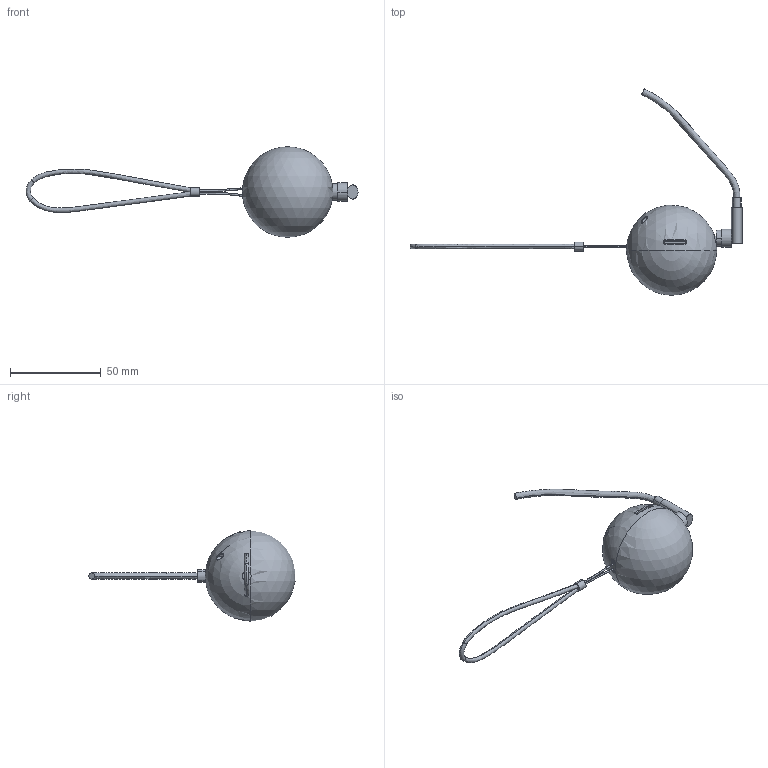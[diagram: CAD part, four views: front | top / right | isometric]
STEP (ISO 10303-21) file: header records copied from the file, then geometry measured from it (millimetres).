
FILE_DESCRIPTION((''),'2;1');
FILE_NAME('0-00_ASM','2025-04-30T09:38:54',('LilyGo'),(''),'CREO PARAMETRIC BY PTC INC, 2020053','CREO PARAMETRIC BY PTC INC, 2020053','');
FILE_SCHEMA(('CONFIG_CONTROL_DESIGN','SHAPE_APPEARANCE_LAYERS_GROUPS'));
Length unit declared in the file: millimetre
Products named in the file (13): 000; 000_ASM; PCB; SOLID-117229; PCB_ASM; 00; FPC; PRT0001; USB; 0-00_ASM
Assembly tree (12 placements, depth 3):
  0-00_ASM
    000_ASM
      000
    PCB_ASM
      PCB
      SOLID-117229
    00
    FPC
    00
    00
    PRT0001
    USB
    00
Bounding box: 183.4 x 113.95 x 50 mm (x, y, z)
Volume: 49077.7 mm3; surface area: 28885.7 mm2
Topology: 12 solids, 12 shells, 945 faces, 2465 edges, 1612 vertices
Faces by surface type: plane 652, cylinder 118, extrusion 108, bspline 53, sphere 7, torus 7
Entity records: 46354 total; most frequent: CARTESIAN_POINT 12718, ORIENTED_EDGE 4910, DIRECTION 4188, PRESENTATION_STYLE_ASSIGNMENT 2897, STYLED_ITEM 2684, EDGE_CURVE 2455, CURVE_STYLE 2412, VECTOR 1882
